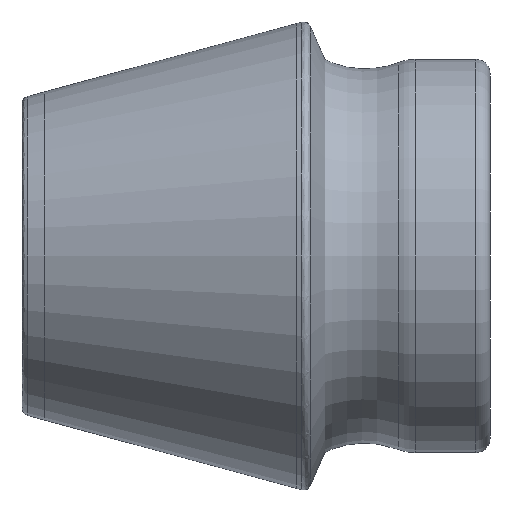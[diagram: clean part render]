
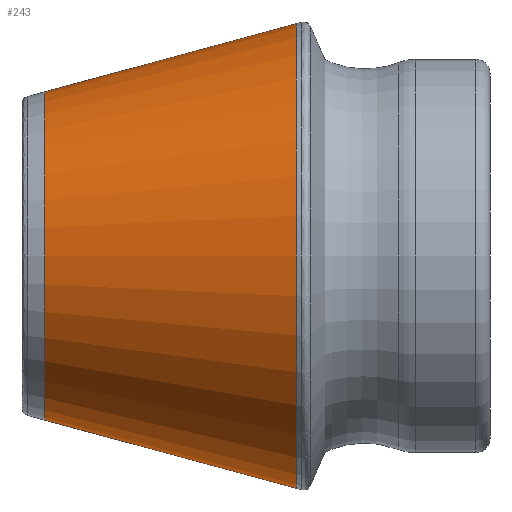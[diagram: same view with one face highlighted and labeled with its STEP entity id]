
A CAD part, front view. The second image highlights one B-rep face of the part: STEP entity #243.
In plain terms, the highlighted face is a revolution surface.
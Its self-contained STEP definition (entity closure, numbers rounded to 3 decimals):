
#40=SURFACE_OF_REVOLUTION('',#76,#58);
#58=AXIS1_PLACEMENT('',#910,#693);
#76=B_SPLINE_CURVE_WITH_KNOTS('',3,(#903,#904,#905,#906,#907,#908,#909),
 .UNSPECIFIED.,.F.,.F.,(4,1,1,1,4),(0.,0.25,0.5,0.75,1.),.UNSPECIFIED.);
#243=ADVANCED_FACE('',(#305,#306),#40,.T.);
#305=FACE_BOUND('',#369,.T.);
#306=FACE_BOUND('',#370,.T.);
#369=EDGE_LOOP('',(#433));
#370=EDGE_LOOP('',(#434));
#433=ORIENTED_EDGE('',*,*,#500,.F.);
#434=ORIENTED_EDGE('',*,*,#499,.T.);
#467=VERTEX_POINT('',#892);
#468=VERTEX_POINT('',#902);
#499=EDGE_CURVE('',#467,#467,#531,.T.);
#500=EDGE_CURVE('',#468,#468,#532,.T.);
#531=CIRCLE('',#579,24.829);
#532=CIRCLE('',#580,17.534);
#579=AXIS2_PLACEMENT_3D('',#891,#688,#689);
#580=AXIS2_PLACEMENT_3D('',#901,#691,#692);
#688=DIRECTION('',(-1.,0.,0.));
#689=DIRECTION('',(0.,0.,1.));
#691=DIRECTION('',(-1.,0.,0.));
#692=DIRECTION('',(0.,0.,1.));
#693=DIRECTION('',(-1.,0.,0.));
#891=CARTESIAN_POINT('',(29.312,0.,0.));
#892=CARTESIAN_POINT('',(29.312,0.,24.829));
#901=CARTESIAN_POINT('',(2.437,0.,0.));
#902=CARTESIAN_POINT('',(2.437,0.,17.534));
#903=CARTESIAN_POINT('',(29.312,0.,-24.829));
#904=CARTESIAN_POINT('',(27.076,0.,-24.207));
#905=CARTESIAN_POINT('',(22.603,0.,-22.969));
#906=CARTESIAN_POINT('',(15.889,0.,-21.129));
#907=CARTESIAN_POINT('',(9.168,0.,-19.313));
#908=CARTESIAN_POINT('',(4.682,0.,-18.122));
#909=CARTESIAN_POINT('',(2.437,0.,-17.534));
#910=CARTESIAN_POINT('',(0.,0.,0.));
